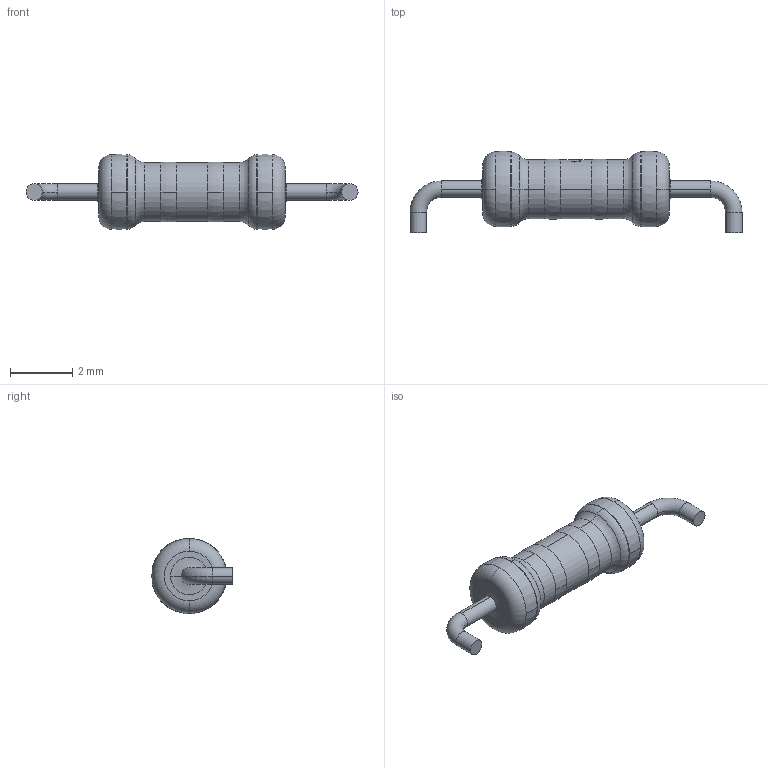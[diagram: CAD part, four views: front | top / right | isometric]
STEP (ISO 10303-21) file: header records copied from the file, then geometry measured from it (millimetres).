
FILE_DESCRIPTION (( 'STEP AP203' ), '1' );
FILE_NAME ('diode.STEP', '2020-07-18T16:19:13', ( '' ), ( '' ), 'SwSTEP 2.0', 'SolidWorks 2019', '' );
FILE_SCHEMA (( 'CONFIG_CONTROL_DESIGN' ));
Length unit declared in the file: millimetre
Products named in the file (1): diode
Bounding box: 10.69 x 2.62 x 2.42 mm (x, y, z)
Volume: 22.1 mm3; surface area: 57.5 mm2
Topology: 1 solids, 1 shells, 54 faces, 178 edges, 132 vertices
Faces by surface type: torus 28, cylinder 22, plane 4
Entity records: 2398 total; most frequent: CARTESIAN_POINT 732, ORIENTED_EDGE 356, DIRECTION 336, EDGE_CURVE 178, AXIS2_PLACEMENT_3D 159, VERTEX_POINT 132, CIRCLE 104, EDGE_LOOP 60
